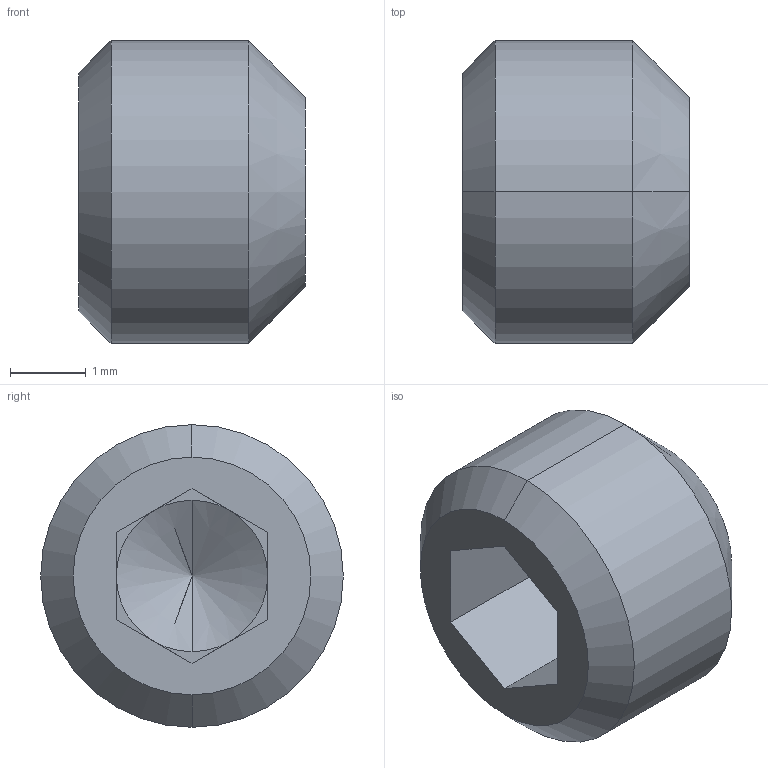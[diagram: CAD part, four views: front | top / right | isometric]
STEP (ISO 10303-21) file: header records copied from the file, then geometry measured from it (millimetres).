
FILE_DESCRIPTION (( 'STEP AP214' ), '1' );
FILE_NAME ('TTPA15T5200_B_P6_35_3.STEP', '2024-10-09T10:45:50', ( '' ), ( '' ), 'SwSTEP 2.0', 'SolidWorks 2024', '' );
FILE_SCHEMA (( 'AUTOMOTIVE_DESIGN' ));
Length unit declared in the file: millimetre
Products named in the file (1): TTPA15T5200_B_P6_35_3
Bounding box: 3 x 4 x 4 mm (x, y, z)
Volume: 27.7 mm3; surface area: 64.1 mm2
Topology: 1 solids, 1 shells, 22 faces, 50 edges, 29 vertices
Faces by surface type: plane 14, cone 6, cylinder 2
Entity records: 619 total; most frequent: DIRECTION 110, CARTESIAN_POINT 100, ORIENTED_EDGE 96, EDGE_CURVE 48, AXIS2_PLACEMENT_3D 39, LINE 32, VECTOR 32, VERTEX_POINT 29
